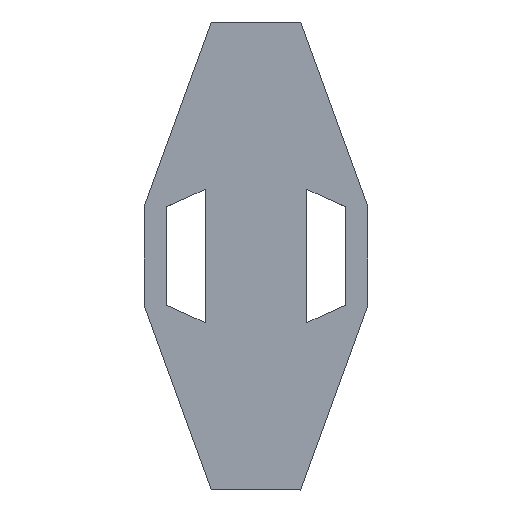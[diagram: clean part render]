
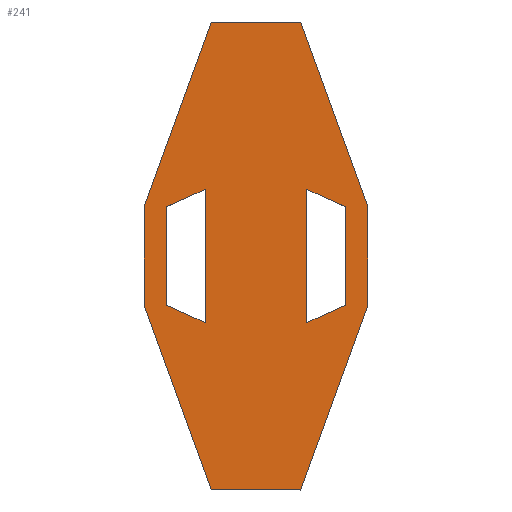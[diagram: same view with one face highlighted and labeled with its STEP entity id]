
A CAD part, top view. The second image highlights one B-rep face of the part: STEP entity #241.
In plain terms, the highlighted planar face has unit normal (0, 0, 1).
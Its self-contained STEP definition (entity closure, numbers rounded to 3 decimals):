
#121=AXIS2_PLACEMENT_3D('Plane Axis2P3D',#118,#119,#120) ;
#41=CARTESIAN_POINT('Vertex',(0.,13.929,1.)) ;
#46=CARTESIAN_POINT('Line Origine',(1.65,18.464,1.)) ;
#50=CARTESIAN_POINT('Vertex',(3.3,23.,1.)) ;
#89=CARTESIAN_POINT('Vertex',(0.,9.071,1.)) ;
#94=CARTESIAN_POINT('Line Origine',(0.,11.5,1.)) ;
#118=CARTESIAN_POINT('Axis2P3D Location',(5.5,0.,1.)) ;
#123=CARTESIAN_POINT('Line Origine',(1.65,4.536,1.)) ;
#127=CARTESIAN_POINT('Vertex',(3.3,0.,1.)) ;
#130=CARTESIAN_POINT('Line Origine',(5.5,0.,1.)) ;
#134=CARTESIAN_POINT('Vertex',(7.7,0.,1.)) ;
#137=CARTESIAN_POINT('Line Origine',(9.35,4.536,1.)) ;
#141=CARTESIAN_POINT('Vertex',(11.,9.071,1.)) ;
#144=CARTESIAN_POINT('Line Origine',(11.,11.5,1.)) ;
#148=CARTESIAN_POINT('Vertex',(11.,13.929,1.)) ;
#151=CARTESIAN_POINT('Line Origine',(9.35,18.464,1.)) ;
#155=CARTESIAN_POINT('Vertex',(7.7,23.,1.)) ;
#158=CARTESIAN_POINT('Line Origine',(5.5,23.,1.)) ;
#173=CARTESIAN_POINT('Line Origine',(3.,11.5,1.)) ;
#177=CARTESIAN_POINT('Vertex',(3.,14.774,1.)) ;
#179=CARTESIAN_POINT('Vertex',(3.,8.226,1.)) ;
#182=CARTESIAN_POINT('Line Origine',(2.05,8.655,1.)) ;
#186=CARTESIAN_POINT('Vertex',(1.1,9.083,1.)) ;
#189=CARTESIAN_POINT('Line Origine',(1.1,11.5,1.)) ;
#193=CARTESIAN_POINT('Vertex',(1.1,13.917,1.)) ;
#196=CARTESIAN_POINT('Line Origine',(2.05,14.345,1.)) ;
#207=CARTESIAN_POINT('Line Origine',(8.95,14.345,1.)) ;
#211=CARTESIAN_POINT('Vertex',(8.,14.774,1.)) ;
#213=CARTESIAN_POINT('Vertex',(9.9,13.917,1.)) ;
#216=CARTESIAN_POINT('Line Origine',(9.9,11.5,1.)) ;
#220=CARTESIAN_POINT('Vertex',(9.9,9.083,1.)) ;
#223=CARTESIAN_POINT('Line Origine',(8.95,8.655,1.)) ;
#227=CARTESIAN_POINT('Vertex',(8.,8.226,1.)) ;
#230=CARTESIAN_POINT('Line Origine',(8.,11.5,1.)) ;
#47=DIRECTION('Vector Direction',(-0.342,-0.94,0.)) ;
#95=DIRECTION('Vector Direction',(0.,1.,0.)) ;
#119=DIRECTION('Axis2P3D Direction',(0.,0.,-1.)) ;
#120=DIRECTION('Axis2P3D XDirection',(-1.,0.,-0.)) ;
#124=DIRECTION('Vector Direction',(0.342,-0.94,0.)) ;
#131=DIRECTION('Vector Direction',(1.,0.,0.)) ;
#138=DIRECTION('Vector Direction',(-0.342,-0.94,0.)) ;
#145=DIRECTION('Vector Direction',(0.,-1.,0.)) ;
#152=DIRECTION('Vector Direction',(0.342,-0.94,0.)) ;
#159=DIRECTION('Vector Direction',(-1.,0.,0.)) ;
#174=DIRECTION('Vector Direction',(0.,-1.,0.)) ;
#183=DIRECTION('Vector Direction',(0.911,-0.411,0.)) ;
#190=DIRECTION('Vector Direction',(0.,1.,0.)) ;
#197=DIRECTION('Vector Direction',(-0.911,-0.411,0.)) ;
#208=DIRECTION('Vector Direction',(0.911,-0.411,0.)) ;
#217=DIRECTION('Vector Direction',(0.,1.,0.)) ;
#224=DIRECTION('Vector Direction',(-0.911,-0.411,0.)) ;
#231=DIRECTION('Vector Direction',(0.,-1.,0.)) ;
#48=VECTOR('Line Direction',#47,1.) ;
#96=VECTOR('Line Direction',#95,1.) ;
#125=VECTOR('Line Direction',#124,1.) ;
#132=VECTOR('Line Direction',#131,1.) ;
#139=VECTOR('Line Direction',#138,1.) ;
#146=VECTOR('Line Direction',#145,1.) ;
#153=VECTOR('Line Direction',#152,1.) ;
#160=VECTOR('Line Direction',#159,1.) ;
#175=VECTOR('Line Direction',#174,1.) ;
#184=VECTOR('Line Direction',#183,1.) ;
#191=VECTOR('Line Direction',#190,1.) ;
#198=VECTOR('Line Direction',#197,1.) ;
#209=VECTOR('Line Direction',#208,1.) ;
#218=VECTOR('Line Direction',#217,1.) ;
#225=VECTOR('Line Direction',#224,1.) ;
#232=VECTOR('Line Direction',#231,1.) ;
#164=ORIENTED_EDGE('',*,*,#98,.F.) ;
#165=ORIENTED_EDGE('',*,*,#129,.F.) ;
#166=ORIENTED_EDGE('',*,*,#136,.F.) ;
#167=ORIENTED_EDGE('',*,*,#143,.F.) ;
#168=ORIENTED_EDGE('',*,*,#150,.F.) ;
#169=ORIENTED_EDGE('',*,*,#157,.F.) ;
#170=ORIENTED_EDGE('',*,*,#162,.F.) ;
#171=ORIENTED_EDGE('',*,*,#52,.F.) ;
#202=ORIENTED_EDGE('',*,*,#181,.T.) ;
#203=ORIENTED_EDGE('',*,*,#188,.T.) ;
#204=ORIENTED_EDGE('',*,*,#195,.T.) ;
#205=ORIENTED_EDGE('',*,*,#200,.T.) ;
#236=ORIENTED_EDGE('',*,*,#215,.T.) ;
#237=ORIENTED_EDGE('',*,*,#222,.T.) ;
#238=ORIENTED_EDGE('',*,*,#229,.T.) ;
#239=ORIENTED_EDGE('',*,*,#234,.T.) ;
#206=FACE_BOUND('',#201,.T.) ;
#240=FACE_BOUND('',#235,.T.) ;
#241=ADVANCED_FACE('S3D gedreht',(#172,#206,#240),#122,.F.) ;
#52=EDGE_CURVE('',#42,#51,#49,.F.) ;
#98=EDGE_CURVE('',#90,#42,#97,.T.) ;
#129=EDGE_CURVE('',#128,#90,#126,.F.) ;
#136=EDGE_CURVE('',#135,#128,#133,.F.) ;
#143=EDGE_CURVE('',#142,#135,#140,.T.) ;
#150=EDGE_CURVE('',#149,#142,#147,.T.) ;
#157=EDGE_CURVE('',#156,#149,#154,.T.) ;
#162=EDGE_CURVE('',#51,#156,#161,.F.) ;
#181=EDGE_CURVE('',#178,#180,#176,.T.) ;
#188=EDGE_CURVE('',#180,#187,#185,.F.) ;
#195=EDGE_CURVE('',#187,#194,#192,.T.) ;
#200=EDGE_CURVE('',#194,#178,#199,.F.) ;
#215=EDGE_CURVE('',#212,#214,#210,.T.) ;
#222=EDGE_CURVE('',#214,#221,#219,.F.) ;
#229=EDGE_CURVE('',#221,#228,#226,.T.) ;
#234=EDGE_CURVE('',#228,#212,#233,.F.) ;
#163=EDGE_LOOP('',(#164,#165,#166,#167,#168,#169,#170,#171)) ;
#201=EDGE_LOOP('',(#202,#203,#204,#205)) ;
#235=EDGE_LOOP('',(#236,#237,#238,#239)) ;
#172=FACE_OUTER_BOUND('',#163,.T.) ;
#49=LINE('Line',#46,#48) ;
#97=LINE('Line',#94,#96) ;
#126=LINE('Line',#123,#125) ;
#133=LINE('Line',#130,#132) ;
#140=LINE('Line',#137,#139) ;
#147=LINE('Line',#144,#146) ;
#154=LINE('Line',#151,#153) ;
#161=LINE('Line',#158,#160) ;
#176=LINE('Line',#173,#175) ;
#185=LINE('Line',#182,#184) ;
#192=LINE('Line',#189,#191) ;
#199=LINE('Line',#196,#198) ;
#210=LINE('Line',#207,#209) ;
#219=LINE('Line',#216,#218) ;
#226=LINE('Line',#223,#225) ;
#233=LINE('Line',#230,#232) ;
#122=PLANE('',#121) ;
#42=VERTEX_POINT('',#41) ;
#51=VERTEX_POINT('',#50) ;
#90=VERTEX_POINT('',#89) ;
#128=VERTEX_POINT('',#127) ;
#135=VERTEX_POINT('',#134) ;
#142=VERTEX_POINT('',#141) ;
#149=VERTEX_POINT('',#148) ;
#156=VERTEX_POINT('',#155) ;
#178=VERTEX_POINT('',#177) ;
#180=VERTEX_POINT('',#179) ;
#187=VERTEX_POINT('',#186) ;
#194=VERTEX_POINT('',#193) ;
#212=VERTEX_POINT('',#211) ;
#214=VERTEX_POINT('',#213) ;
#221=VERTEX_POINT('',#220) ;
#228=VERTEX_POINT('',#227) ;
